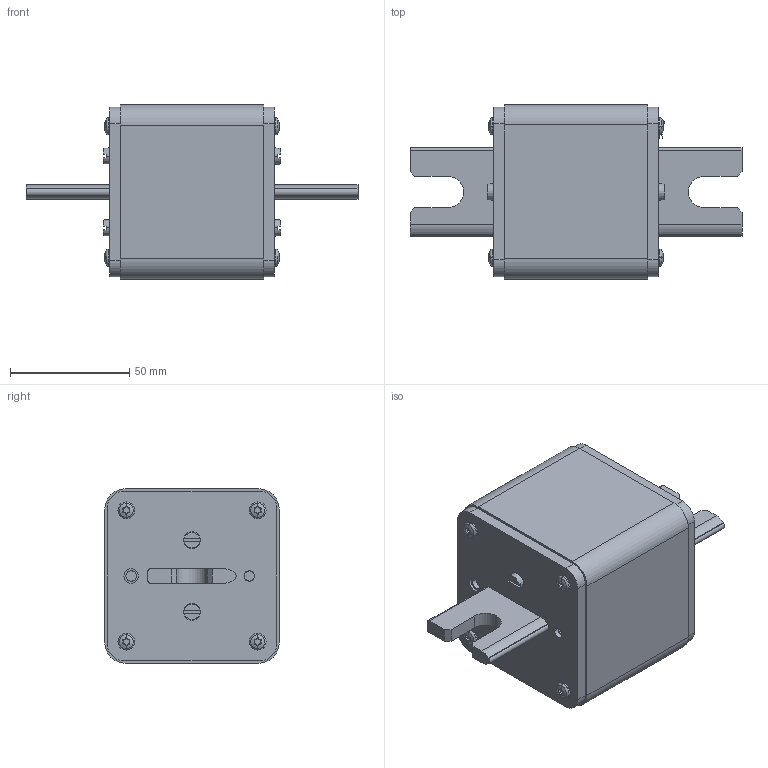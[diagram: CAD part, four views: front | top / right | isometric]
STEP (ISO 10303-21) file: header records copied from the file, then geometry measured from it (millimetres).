
FILE_DESCRIPTION((''),'2;1');
FILE_NAME('NH3U_GPV','2016-12-13T',('janez.tomelj'),('Audax d.o.o.'),'CREO PARAMETRIC BY PTC INC, 2015290','CREO PARAMETRIC BY PTC INC, 2015290','');
FILE_SCHEMA(('CONFIG_CONTROL_DESIGN'));
Length unit declared in the file: millimetre
Products named in the file (1): NH3U_GPV
Bounding box: 139 x 73 x 73 mm (x, y, z)
Volume: 373237.7 mm3; surface area: 35651.9 mm2
Topology: 1 solids, 1 shells, 331 faces, 863 edges, 550 vertices
Faces by surface type: cylinder 169, plane 103, torus 26, sphere 16, cone 14, bspline 3
Entity records: 19174 total; most frequent: CARTESIAN_POINT 10985, DIRECTION 1726, ORIENTED_EDGE 1726, EDGE_CURVE 863, AXIS2_PLACEMENT_3D 683, VERTEX_POINT 550, VECTOR 360, LINE 360
